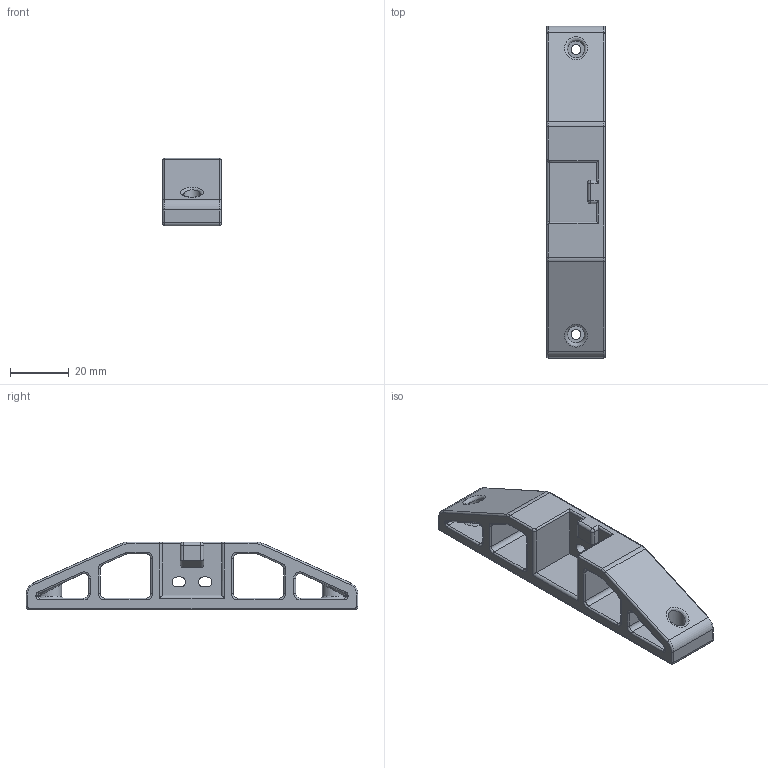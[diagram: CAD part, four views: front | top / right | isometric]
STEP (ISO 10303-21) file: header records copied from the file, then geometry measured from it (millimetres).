
FILE_DESCRIPTION(/* description */ ('STEP AP242','CAx-IF Rec.Pracs.---Representation and Presentation of Product Manufacturing Information (PMI)---4.0---2014-10-13','CAx-IF Rec.Pracs.---3D Tessellated Geometry---0.4---2014-09-14','2;1'),/* implementation_level */ '2;1');
FILE_NAME(/* name */ '650f22112a36623393688b42',/* time_stamp */ '2023-09-23T17:36:19Z',/* author */ (''),/* organization */ (''),/* preprocessor_version */ 'ST-DEVELOPER v19.4',/* originating_system */ ' ',/* authorisation */ ' ');
FILE_SCHEMA (('AP242_MANAGED_MODEL_BASED_3D_ENGINEERING_MIM_LF { 1 0 10303 442 1 1 4 }'));
Length unit declared in the file: metre
Products named in the file (1): BaseFoot
Bounding box: 20 x 113 x 23.05 mm (x, y, z)
Volume: 22573.2 mm3; surface area: 12572.3 mm2
Topology: 1 solids, 1 shells, 272 faces, 635 edges, 360 vertices
Faces by surface type: cylinder 112, torus 60, plane 53, bspline 43, sphere 2, cone 2
Full cylindrical faces by diameter (mm): 3.4 x2, 5.8 x2
Entity records: 8686 total; most frequent: CARTESIAN_POINT 2749, ORIENTED_EDGE 1234, DIRECTION 1228, EDGE_CURVE 617, AXIS2_PLACEMENT_3D 491, VERTEX_POINT 358, EDGE_LOOP 299, FACE_BOUND 299
